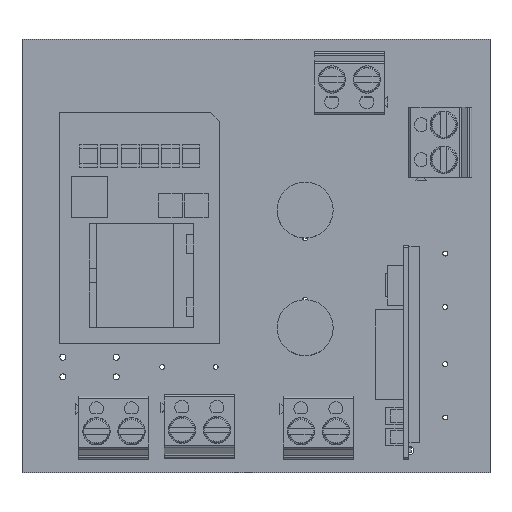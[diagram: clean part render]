
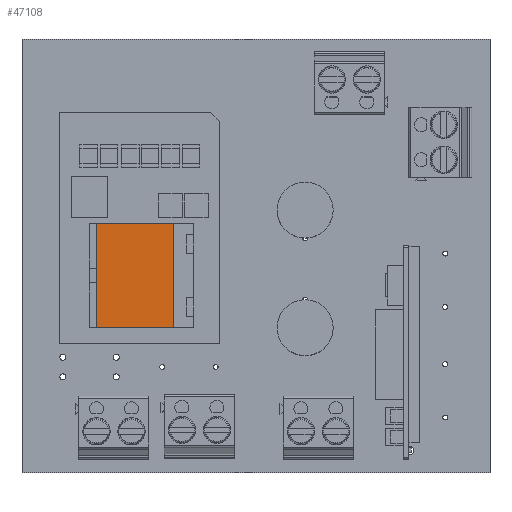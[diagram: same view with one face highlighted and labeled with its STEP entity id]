
A CAD part, top view. The second image highlights one B-rep face of the part: STEP entity #47108.
In plain terms, the highlighted planar face has unit normal (0, 0, 1).
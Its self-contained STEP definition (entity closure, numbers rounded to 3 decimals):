
#47108 = ADVANCED_FACE('',(#47109),#47143,.T.);
#47109 = FACE_BOUND('',#47110,.T.);
#47110 = EDGE_LOOP('',(#47111,#47121,#47129,#47137));
#47111 = ORIENTED_EDGE('',*,*,#47112,.T.);
#47112 = EDGE_CURVE('',#47113,#47115,#47117,.T.);
#47113 = VERTEX_POINT('',#47114);
#47114 = CARTESIAN_POINT('',(126.57,74.414,
    12.167));
#47115 = VERTEX_POINT('',#47116);
#47116 = CARTESIAN_POINT('',(137.57,74.414,
    12.167));
#47117 = LINE('',#47118,#47119);
#47118 = CARTESIAN_POINT('',(125.57,74.414,
    12.167));
#47119 = VECTOR('',#47120,1.);
#47120 = DIRECTION('',(1.,0.,0.));
#47121 = ORIENTED_EDGE('',*,*,#47122,.T.);
#47122 = EDGE_CURVE('',#47115,#47123,#47125,.T.);
#47123 = VERTEX_POINT('',#47124);
#47124 = CARTESIAN_POINT('',(137.57,89.314,
    12.167));
#47125 = LINE('',#47126,#47127);
#47126 = CARTESIAN_POINT('',(137.57,74.414,
    12.167));
#47127 = VECTOR('',#47128,1.);
#47128 = DIRECTION('',(0.,1.,0.));
#47129 = ORIENTED_EDGE('',*,*,#47130,.T.);
#47130 = EDGE_CURVE('',#47123,#47131,#47133,.T.);
#47131 = VERTEX_POINT('',#47132);
#47132 = CARTESIAN_POINT('',(126.57,89.314,
    12.167));
#47133 = LINE('',#47134,#47135);
#47134 = CARTESIAN_POINT('',(125.57,89.314,
    12.167));
#47135 = VECTOR('',#47136,1.);
#47136 = DIRECTION('',(-1.,0.,0.));
#47137 = ORIENTED_EDGE('',*,*,#47138,.T.);
#47138 = EDGE_CURVE('',#47131,#47113,#47139,.T.);
#47139 = LINE('',#47140,#47141);
#47140 = CARTESIAN_POINT('',(126.57,74.414,
    12.167));
#47141 = VECTOR('',#47142,1.);
#47142 = DIRECTION('',(0.,-1.,0.));
#47143 = PLANE('',#47144);
#47144 = AXIS2_PLACEMENT_3D('',#47145,#47146,#47147);
#47145 = CARTESIAN_POINT('',(133.02,81.864,
    12.167));
#47146 = DIRECTION('',(0.,0.,1.));
#47147 = DIRECTION('',(1.,0.,0.));
